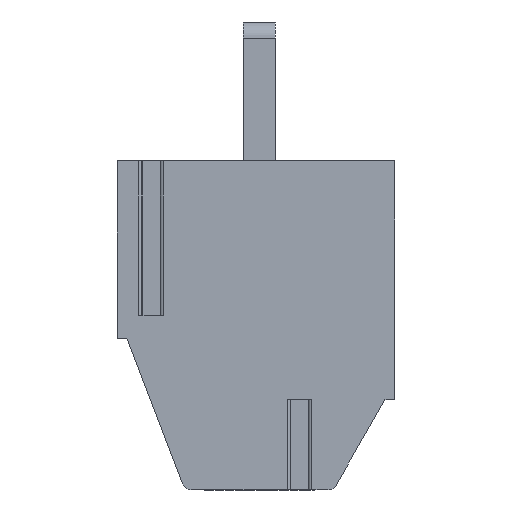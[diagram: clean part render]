
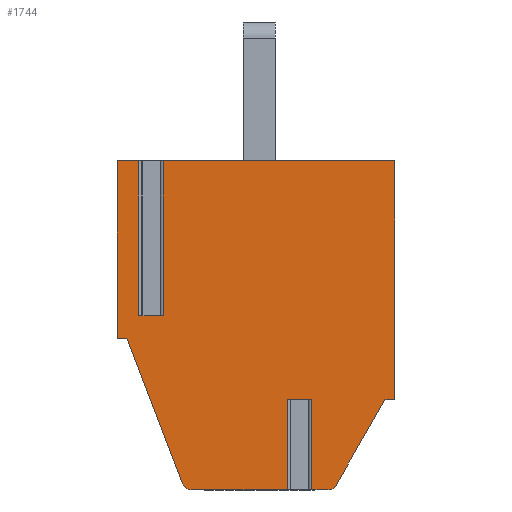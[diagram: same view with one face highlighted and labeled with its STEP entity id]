
A CAD part, front view. The second image highlights one B-rep face of the part: STEP entity #1744.
In plain terms, the highlighted planar face has unit normal (0, -1, 0).
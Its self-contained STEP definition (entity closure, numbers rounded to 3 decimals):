
#1744 = ADVANCED_FACE( '', ( #3746 ), #3747, .F. );
#3746 = FACE_OUTER_BOUND( '', #5975, .T. );
#3747 = PLANE( '', #5976 );
#5975 = EDGE_LOOP( '', ( #11262, #11263, #11264, #11265, #11266, #11267, #11268, #11269, #11270, #11271, #11272, #11273, #11274, #11275, #11276, #11277, #11278, #11279 ) );
#5976 = AXIS2_PLACEMENT_3D( '', #11280, #11281, #11282 );
#11262 = ORIENTED_EDGE( '', *, *, #15118, .T. );
#11263 = ORIENTED_EDGE( '', *, *, #15216, .F. );
#11264 = ORIENTED_EDGE( '', *, *, #15217, .F. );
#11265 = ORIENTED_EDGE( '', *, *, #14909, .F. );
#11266 = ORIENTED_EDGE( '', *, *, #15218, .F. );
#11267 = ORIENTED_EDGE( '', *, *, #13562, .F. );
#11268 = ORIENTED_EDGE( '', *, *, #14369, .T. );
#11269 = ORIENTED_EDGE( '', *, *, #14137, .F. );
#11270 = ORIENTED_EDGE( '', *, *, #13890, .F. );
#11271 = ORIENTED_EDGE( '', *, *, #15078, .T. );
#11272 = ORIENTED_EDGE( '', *, *, #15219, .F. );
#11273 = ORIENTED_EDGE( '', *, *, #14132, .F. );
#11274 = ORIENTED_EDGE( '', *, *, #14561, .T. );
#11275 = ORIENTED_EDGE( '', *, *, #15021, .F. );
#11276 = ORIENTED_EDGE( '', *, *, #14024, .F. );
#11277 = ORIENTED_EDGE( '', *, *, #14471, .F. );
#11278 = ORIENTED_EDGE( '', *, *, #15220, .F. );
#11279 = ORIENTED_EDGE( '', *, *, #14782, .F. );
#11280 = CARTESIAN_POINT( '', ( 17.922, -58.3, -9.9 ) );
#11281 = DIRECTION( '', ( 0., 1., 0. ) );
#11282 = DIRECTION( '', ( -1., 0., 0. ) );
#13562 = EDGE_CURVE( '', #16473, #16469, #16475, .T. );
#13890 = EDGE_CURVE( '', #17023, #17025, #17026, .T. );
#14024 = EDGE_CURVE( '', #17238, #17234, #17240, .T. );
#14132 = EDGE_CURVE( '', #17416, #17418, #17419, .T. );
#14137 = EDGE_CURVE( '', #17025, #17401, #17425, .T. );
#14369 = EDGE_CURVE( '', #16473, #17401, #17773, .T. );
#14471 = EDGE_CURVE( '', #17931, #17238, #17933, .T. );
#14561 = EDGE_CURVE( '', #17416, #18057, #18059, .T. );
#14782 = EDGE_CURVE( '', #18365, #18360, #18367, .F. );
#14909 = EDGE_CURVE( '', #18538, #18540, #18541, .T. );
#15021 = EDGE_CURVE( '', #17234, #18057, #18690, .T. );
#15078 = EDGE_CURVE( '', #17023, #18767, #18769, .T. );
#15118 = EDGE_CURVE( '', #18365, #18816, #18818, .T. );
#15216 = EDGE_CURVE( '', #18929, #18816, #18930, .T. );
#15217 = EDGE_CURVE( '', #18540, #18929, #18931, .T. );
#15218 = EDGE_CURVE( '', #16469, #18538, #18932, .T. );
#15219 = EDGE_CURVE( '', #17418, #18767, #18933, .F. );
#15220 = EDGE_CURVE( '', #18360, #17931, #18934, .T. );
#16469 = VERTEX_POINT( '', #20561 );
#16473 = VERTEX_POINT( '', #20567 );
#16475 = LINE( '', #20570, #20571 );
#17023 = VERTEX_POINT( '', #21333 );
#17025 = VERTEX_POINT( '', #21335 );
#17026 = LINE( '', #21336, #21337 );
#17234 = VERTEX_POINT( '', #21626 );
#17238 = VERTEX_POINT( '', #21632 );
#17240 = LINE( '', #21635, #21636 );
#17401 = VERTEX_POINT( '', #21863 );
#17416 = VERTEX_POINT( '', #21883 );
#17418 = VERTEX_POINT( '', #21886 );
#17419 = LINE( '', #21887, #21888 );
#17425 = LINE( '', #21895, #21896 );
#17773 = CIRCLE( '', #22393, 0.3 );
#17931 = VERTEX_POINT( '', #22634 );
#17933 = LINE( '', #22637, #22638 );
#18057 = VERTEX_POINT( '', #22819 );
#18059 = CIRCLE( '', #22822, 0.3 );
#18360 = VERTEX_POINT( '', #23241 );
#18365 = VERTEX_POINT( '', #23247 );
#18367 = LINE( '', #23249, #23250 );
#18538 = VERTEX_POINT( '', #23499 );
#18540 = VERTEX_POINT( '', #23502 );
#18541 = LINE( '', #23503, #23504 );
#18690 = LINE( '', #23723, #23724 );
#18767 = VERTEX_POINT( '', #23830 );
#18769 = LINE( '', #23832, #23833 );
#18816 = VERTEX_POINT( '', #23902 );
#18818 = LINE( '', #23904, #23905 );
#18929 = VERTEX_POINT( '', #24058 );
#18930 = LINE( '', #24059, #24060 );
#18931 = LINE( '', #24061, #24062 );
#18932 = LINE( '', #24063, #24064 );
#18933 = LINE( '', #24065, #24066 );
#18934 = LINE( '', #24067, #24068 );
#20561 = CARTESIAN_POINT( '', ( 11.7, -58.3, -5.5 ) );
#20567 = CARTESIAN_POINT( '', ( 13.422, -58.3, -10.007 ) );
#20570 = CARTESIAN_POINT( '', ( 11.7, -58.3, -5.5 ) );
#20571 = VECTOR( '', #25112, 1000. );
#21333 = CARTESIAN_POINT( '', ( 16.673, -58.3, -7.4 ) );
#21335 = CARTESIAN_POINT( '', ( 16.673, -58.3, -10.2 ) );
#21336 = CARTESIAN_POINT( '', ( 16.673, -58.3, -10.2 ) );
#21337 = VECTOR( '', #25465, 1000. );
#21626 = CARTESIAN_POINT( '', ( 19.696, -58.3, -7.4 ) );
#21632 = CARTESIAN_POINT( '', ( 20., -58.3, -7.4 ) );
#21635 = CARTESIAN_POINT( '', ( 19.696, -58.3, -7.4 ) );
#21636 = VECTOR( '', #25607, 1000. );
#21863 = CARTESIAN_POINT( '', ( 13.702, -58.3, -10.2 ) );
#21883 = CARTESIAN_POINT( '', ( 17.922, -58.3, -10.2 ) );
#21886 = CARTESIAN_POINT( '', ( 17.427, -58.3, -10.2 ) );
#21887 = CARTESIAN_POINT( '', ( 13.702, -58.3, -10.2 ) );
#21888 = VECTOR( '', #25734, 1000. );
#21895 = CARTESIAN_POINT( '', ( 13.702, -58.3, -10.2 ) );
#21896 = VECTOR( '', #25745, 1000. );
#22393 = AXIS2_PLACEMENT_3D( '', #25976, #25977, #25978 );
#22634 = CARTESIAN_POINT( '', ( 20., -58.3, 0. ) );
#22637 = CARTESIAN_POINT( '', ( 20., -58.3, -0.7 ) );
#22638 = VECTOR( '', #26078, 1000. );
#22819 = CARTESIAN_POINT( '', ( 18.182, -58.3, -10.049 ) );
#22822 = AXIS2_PLACEMENT_3D( '', #26167, #26168, #26169 );
#23241 = CARTESIAN_POINT( '', ( 12.827, -58.3, 0. ) );
#23247 = CARTESIAN_POINT( '', ( 12.827, -58.3, -4.8 ) );
#23249 = CARTESIAN_POINT( '', ( 12.827, -58.3, 0. ) );
#23250 = VECTOR( '', #26397, 1000. );
#23499 = CARTESIAN_POINT( '', ( 11.4, -58.3, -5.5 ) );
#23502 = CARTESIAN_POINT( '', ( 11.4, -58.3, 0. ) );
#23503 = CARTESIAN_POINT( '', ( 11.4, -58.3, 0. ) );
#23504 = VECTOR( '', #26504, 1000. );
#23723 = CARTESIAN_POINT( '', ( 18.182, -58.3, -10.049 ) );
#23724 = VECTOR( '', #26608, 1000. );
#23830 = CARTESIAN_POINT( '', ( 17.427, -58.3, -7.4 ) );
#23832 = CARTESIAN_POINT( '', ( 22.472, -58.3, -7.4 ) );
#23833 = VECTOR( '', #26668, 1000. );
#23902 = CARTESIAN_POINT( '', ( 12.073, -58.3, -4.8 ) );
#23904 = CARTESIAN_POINT( '', ( 12.246, -58.3, -4.8 ) );
#23905 = VECTOR( '', #26700, 1000. );
#24058 = CARTESIAN_POINT( '', ( 12.073, -58.3, 0. ) );
#24059 = CARTESIAN_POINT( '', ( 12.073, -58.3, -4.8 ) );
#24060 = VECTOR( '', #26773, 1000. );
#24061 = CARTESIAN_POINT( '', ( 20., -58.3, 0. ) );
#24062 = VECTOR( '', #26774, 1000. );
#24063 = CARTESIAN_POINT( '', ( 11.4, -58.3, -5.5 ) );
#24064 = VECTOR( '', #26775, 1000. );
#24065 = CARTESIAN_POINT( '', ( 17.427, -58.3, -5.4 ) );
#24066 = VECTOR( '', #26776, 1000. );
#24067 = CARTESIAN_POINT( '', ( 20., -58.3, 0. ) );
#24068 = VECTOR( '', #26777, 1000. );
#25112 = DIRECTION( '', ( -0.357, 0., 0.934 ) );
#25465 = DIRECTION( '', ( 0., 0., -1. ) );
#25607 = DIRECTION( '', ( -1., 0., 0. ) );
#25734 = DIRECTION( '', ( -1., 0., 0. ) );
#25745 = DIRECTION( '', ( -1., 0., 0. ) );
#25976 = CARTESIAN_POINT( '', ( 13.702, -58.3, -9.9 ) );
#25977 = DIRECTION( '', ( 0., -1., 0. ) );
#25978 = DIRECTION( '', ( 1., 0., 0. ) );
#26078 = DIRECTION( '', ( 0., 0., -1. ) );
#26167 = CARTESIAN_POINT( '', ( 17.922, -58.3, -9.9 ) );
#26168 = DIRECTION( '', ( 0., -1., 0. ) );
#26169 = DIRECTION( '', ( 1., 0., 0. ) );
#26397 = DIRECTION( '', ( 0., 0., -1. ) );
#26504 = DIRECTION( '', ( 0., 0., 1. ) );
#26608 = DIRECTION( '', ( -0.496, 0., -0.868 ) );
#26668 = DIRECTION( '', ( 1., 0., 0. ) );
#26700 = DIRECTION( '', ( -1., 0., 0. ) );
#26773 = DIRECTION( '', ( 0., 0., -1. ) );
#26774 = DIRECTION( '', ( 1., 0., 0. ) );
#26775 = DIRECTION( '', ( -1., 0., 0. ) );
#26776 = DIRECTION( '', ( 0., 0., -1. ) );
#26777 = DIRECTION( '', ( 1., 0., 0. ) );
